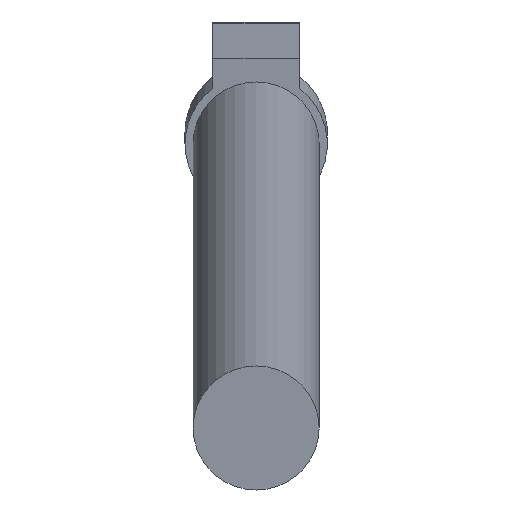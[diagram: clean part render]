
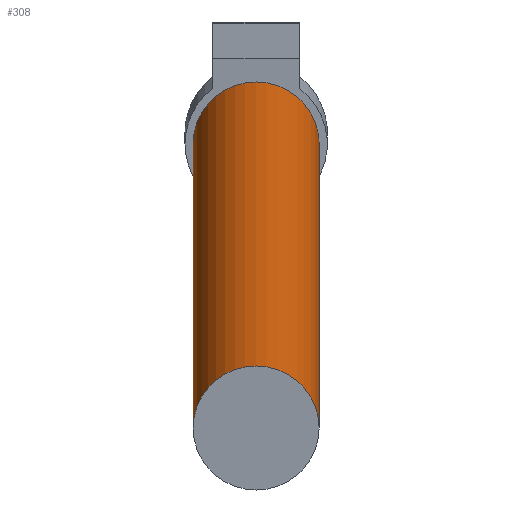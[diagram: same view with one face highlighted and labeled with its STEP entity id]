
A CAD part, front view. The second image highlights one B-rep face of the part: STEP entity #308.
In plain terms, the highlighted cylindrical face has radius 72.5 mm (diameter 145 mm), a partial arc.
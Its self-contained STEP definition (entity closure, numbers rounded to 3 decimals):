
#8 = ORIENTED_EDGE ( 'NONE', *, *, #333, .T. ) ;
#20 = EDGE_CURVE ( 'NONE', #586, #384, #502, .T. ) ;
#25 = DIRECTION ( 'NONE',  ( 0., 0., 1. ) ) ;
#28 = DIRECTION ( 'NONE',  ( 1., 0., 0. ) ) ;
#33 = DIRECTION ( 'NONE',  ( 1., 0., 0. ) ) ;
#53 = AXIS2_PLACEMENT_3D ( 'NONE', #129, #450, #28 ) ;
#64 = VECTOR ( 'NONE', #336, 1000. ) ;
#73 = CARTESIAN_POINT ( 'NONE',  ( -522.5, 2526.393, 3100. ) ) ;
#86 = CARTESIAN_POINT ( 'NONE',  ( -377.5, 2526.393, 3100. ) ) ;
#129 = CARTESIAN_POINT ( 'NONE',  ( -450., 2526.393, 3100. ) ) ;
#133 = DIRECTION ( 'NONE',  ( 0., 0., 1. ) ) ;
#148 = ORIENTED_EDGE ( 'NONE', *, *, #214, .T. ) ;
#160 = EDGE_LOOP ( 'NONE', ( #359, #8, #148, #427 ) ) ;
#182 = CARTESIAN_POINT ( 'NONE',  ( -377.5, 2526.393, 4925. ) ) ;
#205 = VERTEX_POINT ( 'NONE', #666 ) ;
#214 = EDGE_CURVE ( 'NONE', #364, #586, #517, .T. ) ;
#288 = EDGE_CURVE ( 'NONE', #205, #384, #605, .T. ) ;
#294 = CYLINDRICAL_SURFACE ( 'NONE', #53, 72.5 ) ;
#308 = ADVANCED_FACE ( 'NONE', ( #345 ), #294, .T. ) ;
#333 = EDGE_CURVE ( 'NONE', #205, #364, #471, .T. ) ;
#336 = DIRECTION ( 'NONE',  ( 0., 0., 1. ) ) ;
#345 = FACE_OUTER_BOUND ( 'NONE', #160, .T. ) ;
#354 = DIRECTION ( 'NONE',  ( 0., 0., -1. ) ) ;
#359 = ORIENTED_EDGE ( 'NONE', *, *, #288, .F. ) ;
#364 = VERTEX_POINT ( 'NONE', #86 ) ;
#371 = AXIS2_PLACEMENT_3D ( 'NONE', #662, #25, #33 ) ;
#382 = CARTESIAN_POINT ( 'NONE',  ( -450., 2526.393, 4925. ) ) ;
#384 = VERTEX_POINT ( 'NONE', #560 ) ;
#393 = DIRECTION ( 'NONE',  ( -1., 0., 0. ) ) ;
#427 = ORIENTED_EDGE ( 'NONE', *, *, #20, .T. ) ;
#450 = DIRECTION ( 'NONE',  ( 0., 0., 1. ) ) ;
#465 = CARTESIAN_POINT ( 'NONE',  ( -377.5, 2526.393, 3100. ) ) ;
#471 = CIRCLE ( 'NONE', #371, 72.5 ) ;
#502 = CIRCLE ( 'NONE', #633, 72.5 ) ;
#517 = LINE ( 'NONE', #465, #529 ) ;
#529 = VECTOR ( 'NONE', #133, 1000. ) ;
#560 = CARTESIAN_POINT ( 'NONE',  ( -522.5, 2526.393, 4925. ) ) ;
#586 = VERTEX_POINT ( 'NONE', #182 ) ;
#605 = LINE ( 'NONE', #73, #64 ) ;
#633 = AXIS2_PLACEMENT_3D ( 'NONE', #382, #354, #393 ) ;
#662 = CARTESIAN_POINT ( 'NONE',  ( -450., 2526.393, 3100. ) ) ;
#666 = CARTESIAN_POINT ( 'NONE',  ( -522.5, 2526.393, 3100. ) ) ;
